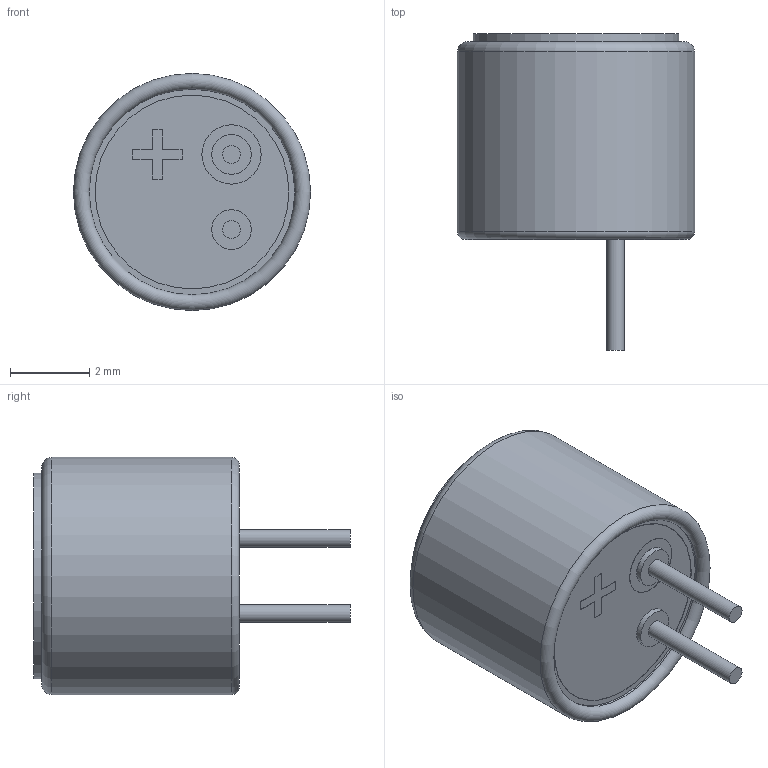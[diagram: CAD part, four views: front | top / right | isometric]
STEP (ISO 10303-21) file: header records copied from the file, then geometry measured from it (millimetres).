
FILE_DESCRIPTION(/* description */ (''),/* implementation_level */ '2;1');
FILE_NAME(/* name */ 'POM-5046P-C3310-R.ipt.step',/* time_stamp */ '2024-02-07T22:38:00-05:00',/* author */ ('vandenbroek'),/* organization */ (''),/* preprocessor_version */ 'ST-DEVELOPER v20',/* originating_system */ 'Autodesk Inventor 2024',/* authorisation */ '');
FILE_SCHEMA (('AUTOMOTIVE_DESIGN { 1 0 10303 214 3 1 1 }'));
Length unit declared in the file: millimetre
Products named in the file (1): POM-5046P-C3310-R
Bounding box: 6 x 8 x 6 mm (x, y, z)
Volume: 82.7 mm3; surface area: 253.1 mm2
Topology: 4 solids, 4 shells, 54 faces, 114 edges, 76 vertices
Faces by surface type: plane 40, cylinder 12, torus 2
Full cylindrical faces by diameter (mm): 0.45 x2, 1 x3, 1.5 x2, 4.9 x1, 5.2 x3, 6 x1
Entity records: 1604 total; most frequent: DIRECTION 254, CARTESIAN_POINT 245, ORIENTED_EDGE 228, EDGE_CURVE 114, AXIS2_PLACEMENT_3D 85, LINE 84, VECTOR 84, VERTEX_POINT 76
